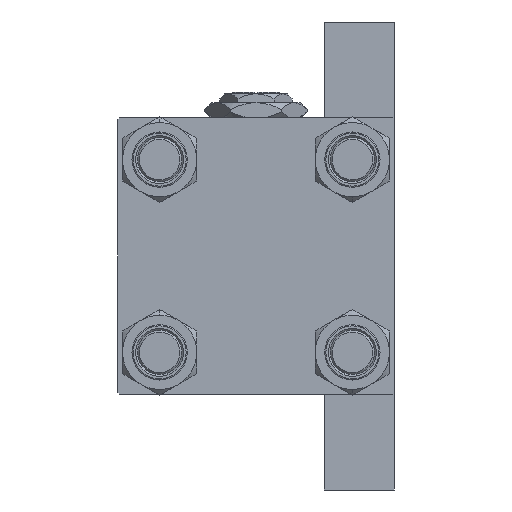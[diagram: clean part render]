
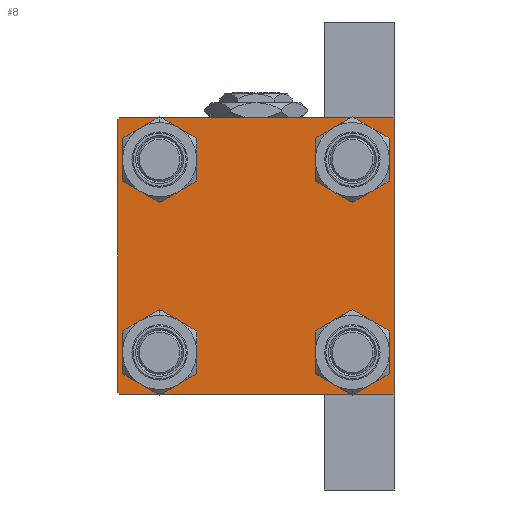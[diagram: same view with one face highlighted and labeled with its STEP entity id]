
A CAD part, left-side view. The second image highlights one B-rep face of the part: STEP entity #8.
In plain terms, the highlighted planar face has unit normal (-1, 0, 0).
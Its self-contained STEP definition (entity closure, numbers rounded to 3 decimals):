
#8 = ADVANCED_FACE ( 'NONE', ( #14037, #29291, #1820, #40758, #20781 ), #40021, .T. ) ;
#163 = CARTESIAN_POINT ( 'NONE',  ( 0., -26.15, 26.15 ) ) ;
#235 = CARTESIAN_POINT ( 'NONE',  ( 0., 26.15, 19.65 ) ) ;
#622 = CIRCLE ( 'NONE', #32526, 6.5 ) ;
#718 = EDGE_CURVE ( 'NONE', #25685, #41407, #39234, .T. ) ;
#1196 = VECTOR ( 'NONE', #17178, 1000. ) ;
#1309 = ORIENTED_EDGE ( 'NONE', *, *, #718, .F. ) ;
#1820 = FACE_BOUND ( 'NONE', #4891, .T. ) ;
#2048 = CARTESIAN_POINT ( 'NONE',  ( 0., -26.15, -26.15 ) ) ;
#2102 = EDGE_CURVE ( 'NONE', #23966, #13280, #3438, .T. ) ;
#2137 = CARTESIAN_POINT ( 'NONE',  ( 0., 37.25, 37.25 ) ) ;
#2326 = AXIS2_PLACEMENT_3D ( 'NONE', #29375, #33610, #14606 ) ;
#2527 = EDGE_CURVE ( 'NONE', #37053, #41407, #28330, .T. ) ;
#3438 = CIRCLE ( 'NONE', #16186, 6.5 ) ;
#3581 = ORIENTED_EDGE ( 'NONE', *, *, #2527, .T. ) ;
#3634 = LINE ( 'NONE', #18842, #11070 ) ;
#3698 = DIRECTION ( 'NONE',  ( 0., 0., 1. ) ) ;
#3799 = CIRCLE ( 'NONE', #4629, 6.5 ) ;
#4077 = ORIENTED_EDGE ( 'NONE', *, *, #46564, .T. ) ;
#4091 = EDGE_CURVE ( 'NONE', #25685, #8295, #25176, .T. ) ;
#4164 = DIRECTION ( 'NONE',  ( 1., 0., 0. ) ) ;
#4629 = AXIS2_PLACEMENT_3D ( 'NONE', #163, #4164, #15374 ) ;
#4891 = EDGE_LOOP ( 'NONE', ( #34126, #30379 ) ) ;
#5251 = VERTEX_POINT ( 'NONE', #31657 ) ;
#5358 = CARTESIAN_POINT ( 'NONE',  ( 0., -26.15, -19.65 ) ) ;
#6444 = EDGE_CURVE ( 'NONE', #5251, #10809, #29364, .T. ) ;
#6925 = DIRECTION ( 'NONE',  ( 0., 0., 1. ) ) ;
#7106 = EDGE_CURVE ( 'NONE', #5251, #8295, #28626, .T. ) ;
#7847 = AXIS2_PLACEMENT_3D ( 'NONE', #2048, #40491, #32772 ) ;
#8113 = DIRECTION ( 'NONE',  ( 0., -0.707, -0.707 ) ) ;
#8295 = VERTEX_POINT ( 'NONE', #18180 ) ;
#8391 = CARTESIAN_POINT ( 'NONE',  ( 0., 37.5, 37. ) ) ;
#9331 = CARTESIAN_POINT ( 'NONE',  ( 0., -26.15, 19.65 ) ) ;
#10115 = CARTESIAN_POINT ( 'NONE',  ( 0., 37.5, -37. ) ) ;
#10186 = CARTESIAN_POINT ( 'NONE',  ( 0., 37., -37.5 ) ) ;
#10757 = EDGE_CURVE ( 'NONE', #33762, #32209, #19638, .T. ) ;
#10809 = VERTEX_POINT ( 'NONE', #8391 ) ;
#11070 = VECTOR ( 'NONE', #8113, 1000. ) ;
#11165 = DIRECTION ( 'NONE',  ( 1., 0., 0. ) ) ;
#11413 = CARTESIAN_POINT ( 'NONE',  ( 0., 26.15, -26.15 ) ) ;
#11828 = CARTESIAN_POINT ( 'NONE',  ( 0., 37.5, 37.5 ) ) ;
#12279 = CARTESIAN_POINT ( 'NONE',  ( 0., -37.5, 37.5 ) ) ;
#12561 = DIRECTION ( 'NONE',  ( 0., -1., 0. ) ) ;
#13280 = VERTEX_POINT ( 'NONE', #40617 ) ;
#14037 = FACE_BOUND ( 'NONE', #25066, .T. ) ;
#14570 = VECTOR ( 'NONE', #19842, 1000. ) ;
#14606 = DIRECTION ( 'NONE',  ( 0., 0., 1. ) ) ;
#14901 = CARTESIAN_POINT ( 'NONE',  ( 0., 26.15, 26.15 ) ) ;
#15374 = DIRECTION ( 'NONE',  ( 0., 0., 1. ) ) ;
#15686 = EDGE_CURVE ( 'NONE', #10809, #24382, #26819, .T. ) ;
#16186 = AXIS2_PLACEMENT_3D ( 'NONE', #11413, #11165, #3698 ) ;
#16260 = DIRECTION ( 'NONE',  ( 0., 0., -1. ) ) ;
#16393 = CARTESIAN_POINT ( 'NONE',  ( 0., -26.15, -26.15 ) ) ;
#16453 = CARTESIAN_POINT ( 'NONE',  ( 0., 26.15, -19.65 ) ) ;
#16635 = DIRECTION ( 'NONE',  ( 0., -1., 0. ) ) ;
#17178 = DIRECTION ( 'NONE',  ( 0., 0.707, 0.707 ) ) ;
#17351 = DIRECTION ( 'NONE',  ( 0., 0.707, -0.707 ) ) ;
#17891 = CARTESIAN_POINT ( 'NONE',  ( 0., -26.15, 32.65 ) ) ;
#18082 = ORIENTED_EDGE ( 'NONE', *, *, #27927, .T. ) ;
#18180 = CARTESIAN_POINT ( 'NONE',  ( 0., -37., 37.5 ) ) ;
#18550 = DIRECTION ( 'NONE',  ( 1., 0., 0. ) ) ;
#18742 = CIRCLE ( 'NONE', #33930, 6.5 ) ;
#18842 = CARTESIAN_POINT ( 'NONE',  ( 0., 37.25, -37.25 ) ) ;
#19032 = CIRCLE ( 'NONE', #2326, 6.5 ) ;
#19070 = EDGE_LOOP ( 'NONE', ( #44066, #4077 ) ) ;
#19072 = DIRECTION ( 'NONE',  ( 0., 0., -1. ) ) ;
#19252 = CARTESIAN_POINT ( 'NONE',  ( 0., 26.15, -26.15 ) ) ;
#19638 = CIRCLE ( 'NONE', #38784, 6.5 ) ;
#19842 = DIRECTION ( 'NONE',  ( 0., -0.707, 0.707 ) ) ;
#20367 = CARTESIAN_POINT ( 'NONE',  ( 0., 37.5, 37.5 ) ) ;
#20781 = FACE_OUTER_BOUND ( 'NONE', #34331, .T. ) ;
#22308 = CARTESIAN_POINT ( 'NONE',  ( 0., -26.15, 26.15 ) ) ;
#22800 = DIRECTION ( 'NONE',  ( 0., 0., 1. ) ) ;
#23047 = VERTEX_POINT ( 'NONE', #27701 ) ;
#23274 = ORIENTED_EDGE ( 'NONE', *, *, #43256, .T. ) ;
#23539 = ORIENTED_EDGE ( 'NONE', *, *, #6444, .T. ) ;
#23966 = VERTEX_POINT ( 'NONE', #16453 ) ;
#24326 = CARTESIAN_POINT ( 'NONE',  ( 0., 26.15, 32.65 ) ) ;
#24382 = VERTEX_POINT ( 'NONE', #10115 ) ;
#25066 = EDGE_LOOP ( 'NONE', ( #36797, #32921 ) ) ;
#25176 = LINE ( 'NONE', #28445, #1196 ) ;
#25685 = VERTEX_POINT ( 'NONE', #48084 ) ;
#26814 = AXIS2_PLACEMENT_3D ( 'NONE', #19252, #48713, #33759 ) ;
#26819 = LINE ( 'NONE', #11828, #39327 ) ;
#27549 = CARTESIAN_POINT ( 'NONE',  ( 0., 37.5, -37.5 ) ) ;
#27701 = CARTESIAN_POINT ( 'NONE',  ( 0., -26.15, -32.65 ) ) ;
#27927 = EDGE_CURVE ( 'NONE', #47144, #37053, #32025, .T. ) ;
#28330 = LINE ( 'NONE', #38575, #14570 ) ;
#28390 = VECTOR ( 'NONE', #16635, 1000. ) ;
#28445 = CARTESIAN_POINT ( 'NONE',  ( 0., -37.25, 37.25 ) ) ;
#28626 = LINE ( 'NONE', #20367, #28390 ) ;
#29291 = FACE_BOUND ( 'NONE', #31807, .T. ) ;
#29311 = ORIENTED_EDGE ( 'NONE', *, *, #15686, .T. ) ;
#29364 = LINE ( 'NONE', #2137, #48326 ) ;
#29375 = CARTESIAN_POINT ( 'NONE',  ( 0., 26.15, 26.15 ) ) ;
#29793 = VECTOR ( 'NONE', #12561, 1000. ) ;
#30379 = ORIENTED_EDGE ( 'NONE', *, *, #37387, .T. ) ;
#30396 = DIRECTION ( 'NONE',  ( 1., 0., 0. ) ) ;
#30742 = VERTEX_POINT ( 'NONE', #5358 ) ;
#30982 = AXIS2_PLACEMENT_3D ( 'NONE', #36041, #43511, #44507 ) ;
#31657 = CARTESIAN_POINT ( 'NONE',  ( 0., 37., 37.5 ) ) ;
#31807 = EDGE_LOOP ( 'NONE', ( #36446, #23274 ) ) ;
#32025 = LINE ( 'NONE', #27549, #29793 ) ;
#32209 = VERTEX_POINT ( 'NONE', #235 ) ;
#32526 = AXIS2_PLACEMENT_3D ( 'NONE', #22308, #18550, #22800 ) ;
#32772 = DIRECTION ( 'NONE',  ( 0., 0., 1. ) ) ;
#32921 = ORIENTED_EDGE ( 'NONE', *, *, #40932, .T. ) ;
#33610 = DIRECTION ( 'NONE',  ( 1., 0., 0. ) ) ;
#33736 = VERTEX_POINT ( 'NONE', #9331 ) ;
#33759 = DIRECTION ( 'NONE',  ( 0., 0., 1. ) ) ;
#33762 = VERTEX_POINT ( 'NONE', #24326 ) ;
#33930 = AXIS2_PLACEMENT_3D ( 'NONE', #16393, #44769, #41023 ) ;
#34126 = ORIENTED_EDGE ( 'NONE', *, *, #2102, .T. ) ;
#34331 = EDGE_LOOP ( 'NONE', ( #29311, #35009, #18082, #3581, #1309, #46105, #48704, #23539 ) ) ;
#35009 = ORIENTED_EDGE ( 'NONE', *, *, #46690, .T. ) ;
#35361 = CARTESIAN_POINT ( 'NONE',  ( 0., -37., -37.5 ) ) ;
#35721 = EDGE_CURVE ( 'NONE', #30742, #23047, #18742, .T. ) ;
#36041 = CARTESIAN_POINT ( 'NONE',  ( 0., 0., 0. ) ) ;
#36446 = ORIENTED_EDGE ( 'NONE', *, *, #35721, .T. ) ;
#36797 = ORIENTED_EDGE ( 'NONE', *, *, #44436, .T. ) ;
#37053 = VERTEX_POINT ( 'NONE', #35361 ) ;
#37387 = EDGE_CURVE ( 'NONE', #13280, #23966, #38788, .T. ) ;
#38575 = CARTESIAN_POINT ( 'NONE',  ( 0., -37.25, -37.25 ) ) ;
#38784 = AXIS2_PLACEMENT_3D ( 'NONE', #14901, #30396, #6925 ) ;
#38788 = CIRCLE ( 'NONE', #26814, 6.5 ) ;
#39234 = LINE ( 'NONE', #12279, #48776 ) ;
#39327 = VECTOR ( 'NONE', #19072, 1000. ) ;
#40021 = PLANE ( 'NONE',  #30982 ) ;
#40491 = DIRECTION ( 'NONE',  ( 1., 0., 0. ) ) ;
#40617 = CARTESIAN_POINT ( 'NONE',  ( 0., 26.15, -32.65 ) ) ;
#40758 = FACE_BOUND ( 'NONE', #19070, .T. ) ;
#40932 = EDGE_CURVE ( 'NONE', #33736, #44953, #3799, .T. ) ;
#41023 = DIRECTION ( 'NONE',  ( 0., 0., 1. ) ) ;
#41407 = VERTEX_POINT ( 'NONE', #47435 ) ;
#43256 = EDGE_CURVE ( 'NONE', #23047, #30742, #47722, .T. ) ;
#43511 = DIRECTION ( 'NONE',  ( -1., 0., 0. ) ) ;
#44066 = ORIENTED_EDGE ( 'NONE', *, *, #10757, .T. ) ;
#44436 = EDGE_CURVE ( 'NONE', #44953, #33736, #622, .T. ) ;
#44507 = DIRECTION ( 'NONE',  ( 0., 0., 1. ) ) ;
#44769 = DIRECTION ( 'NONE',  ( 1., 0., 0. ) ) ;
#44953 = VERTEX_POINT ( 'NONE', #17891 ) ;
#46105 = ORIENTED_EDGE ( 'NONE', *, *, #4091, .T. ) ;
#46564 = EDGE_CURVE ( 'NONE', #32209, #33762, #19032, .T. ) ;
#46690 = EDGE_CURVE ( 'NONE', #24382, #47144, #3634, .T. ) ;
#47144 = VERTEX_POINT ( 'NONE', #10186 ) ;
#47435 = CARTESIAN_POINT ( 'NONE',  ( 0., -37.5, -37. ) ) ;
#47722 = CIRCLE ( 'NONE', #7847, 6.5 ) ;
#48084 = CARTESIAN_POINT ( 'NONE',  ( 0., -37.5, 37. ) ) ;
#48326 = VECTOR ( 'NONE', #17351, 1000. ) ;
#48704 = ORIENTED_EDGE ( 'NONE', *, *, #7106, .F. ) ;
#48713 = DIRECTION ( 'NONE',  ( 1., 0., 0. ) ) ;
#48776 = VECTOR ( 'NONE', #16260, 1000. ) ;
